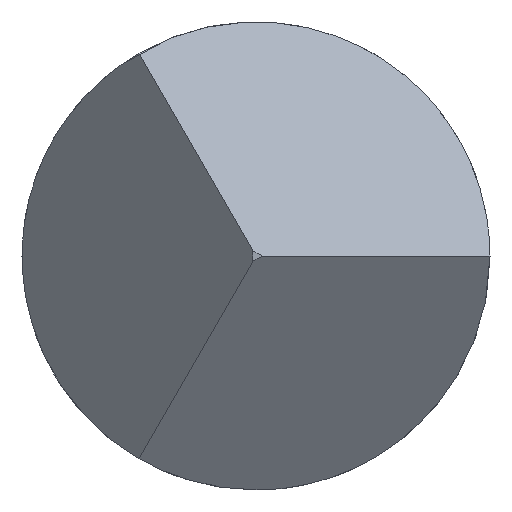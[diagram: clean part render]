
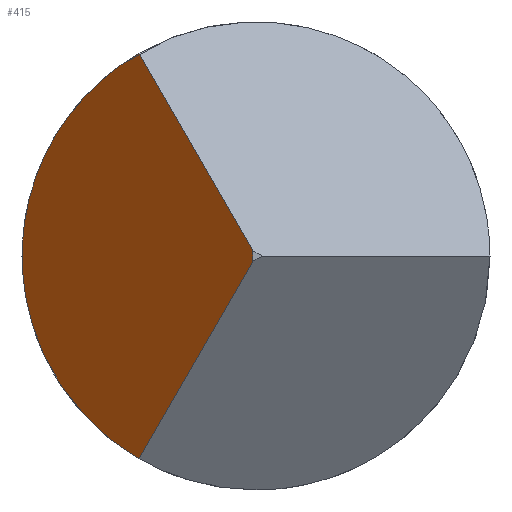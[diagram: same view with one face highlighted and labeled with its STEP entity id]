
A CAD part, left-side view. The second image highlights one B-rep face of the part: STEP entity #415.
In plain terms, the highlighted planar face has unit normal (-0.707, 0.707, 0).
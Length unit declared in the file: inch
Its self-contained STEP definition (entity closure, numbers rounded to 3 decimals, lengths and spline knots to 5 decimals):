
#31 = ORIENTED_EDGE ( 'NONE', *, *, #98, .T. ) ;
#39 = CARTESIAN_POINT ( 'NONE',  ( -0.5165, 0.0005, -0.00087 ) ) ;
#58 = CARTESIAN_POINT ( 'NONE',  ( -0.49775, 0.01925, 0.03334 ) ) ;
#62 = ORIENTED_EDGE ( 'NONE', *, *, #243, .F. ) ;
#63 = AXIS2_PLACEMENT_3D ( 'NONE', #258, #159, #208 ) ;
#98 = EDGE_CURVE ( 'NONE', #227, #226, #302, .T. ) ;
#158 = CARTESIAN_POINT ( 'NONE',  ( -0.46887, 0.04812, 0.01667 ) ) ;
#159 = DIRECTION ( 'NONE',  ( -0.707, 0.707, 0. ) ) ;
#171 = FACE_OUTER_BOUND ( 'NONE', #568, .T. ) ;
#173 = VERTEX_POINT ( 'NONE', #283 ) ;
#191 = LINE ( 'NONE', #390, #606 ) ;
#208 = DIRECTION ( 'NONE',  ( -0.707, -0.707, 0. ) ) ;
#226 = VERTEX_POINT ( 'NONE', #39 ) ;
#227 = VERTEX_POINT ( 'NONE', #604 ) ;
#243 = EDGE_CURVE ( 'NONE', #227, #312, #564, .T. ) ;
#244 = DIRECTION ( 'NONE',  ( 0., 0., -1. ) ) ;
#258 = CARTESIAN_POINT ( 'NONE',  ( -0.5165, 0.0005, 0.9215 ) ) ;
#266 = LINE ( 'NONE', #563, #591 ) ;
#283 = CARTESIAN_POINT ( 'NONE',  ( -0.5165, 0.0005, 0.00087 ) ) ;
#294 = VECTOR ( 'NONE', #520, 39.37008 ) ;
#302 = LINE ( 'NONE', #509, #294 ) ;
#308 = DIRECTION ( 'NONE',  ( 0.447, 0.447, 0.775 ) ) ;
#312 = VERTEX_POINT ( 'NONE', #337 ) ;
#331 = PLANE ( 'NONE',  #63 ) ;
#337 = CARTESIAN_POINT ( 'NONE',  ( -0.49775, 0.01925, 0.03334 ) ) ;
#342 = CARTESIAN_POINT ( 'NONE',  ( -0.49775, 0.01925, -0.03334 ) ) ;
#381 = EDGE_CURVE ( 'NONE', #173, #226, #266, .T. ) ;
#390 = CARTESIAN_POINT ( 'NONE',  ( -0.19758, 0.31942, 0.55325 ) ) ;
#402 = ORIENTED_EDGE ( 'NONE', *, *, #521, .T. ) ;
#415 = ADVANCED_FACE ( 'NONE', ( #171 ), #331, .T. ) ;
#509 = CARTESIAN_POINT ( 'NONE',  ( -0.83602, -0.31902, 0.55256 ) ) ;
#520 = DIRECTION ( 'NONE',  ( -0.447, -0.447, 0.775 ) ) ;
#521 = EDGE_CURVE ( 'NONE', #173, #312, #191, .T. ) ;
#527 = CARTESIAN_POINT ( 'NONE',  ( -0.46887, 0.04812, -0.01667 ) ) ;
#546 = ORIENTED_EDGE ( 'NONE', *, *, #381, .F. ) ;
#563 = CARTESIAN_POINT ( 'NONE',  ( -0.5165, 0.0005, 0.9215 ) ) ;
#564 =( BOUNDED_CURVE ( )  B_SPLINE_CURVE ( 3, ( #342, #527, #158, #58 ),
 .UNSPECIFIED., .F., .T. ) 
 B_SPLINE_CURVE_WITH_KNOTS ( ( 4, 4 ),
 ( 5.23599, 7.33038 ),
 .UNSPECIFIED. ) 
 CURVE ( )  GEOMETRIC_REPRESENTATION_ITEM ( )  RATIONAL_B_SPLINE_CURVE ( ( 1., 0.667, 0.667, 1. ) ) 
 REPRESENTATION_ITEM ( '' )  );
#568 = EDGE_LOOP ( 'NONE', ( #62, #31, #546, #402 ) ) ;
#591 = VECTOR ( 'NONE', #244, 39.37008 ) ;
#604 = CARTESIAN_POINT ( 'NONE',  ( -0.49775, 0.01925, -0.03334 ) ) ;
#606 = VECTOR ( 'NONE', #308, 39.37008 ) ;
